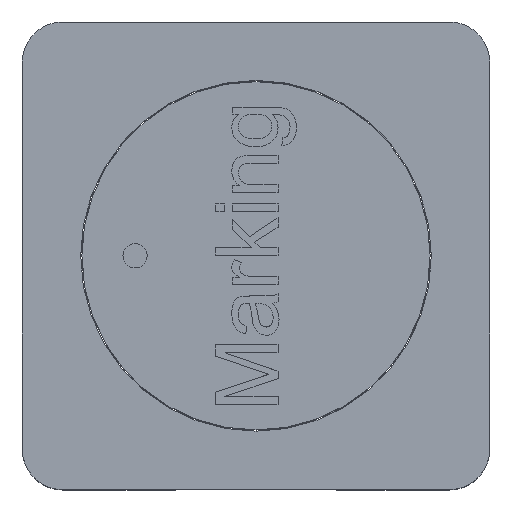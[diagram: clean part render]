
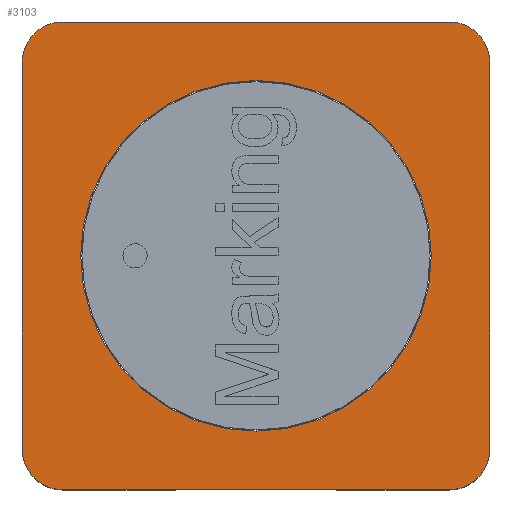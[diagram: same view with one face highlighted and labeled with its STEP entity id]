
A CAD part, top view. The second image highlights one B-rep face of the part: STEP entity #3103.
In plain terms, the highlighted planar face has unit normal (0, 0, 1).
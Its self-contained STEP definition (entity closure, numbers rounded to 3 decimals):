
#46=LINE('',#4792,#278);
#48=LINE('',#4795,#280);
#49=LINE('',#4799,#281);
#50=LINE('',#4800,#282);
#278=VECTOR('',#3439,1000.);
#280=VECTOR('',#3443,1000.);
#281=VECTOR('',#3448,1000.);
#282=VECTOR('',#3449,1000.);
#513=PLANE('',#3249);
#605=CIRCLE('',#3238,0.5);
#607=CIRCLE('',#3241,0.5);
#609=CIRCLE('',#3244,0.5);
#610=CIRCLE('',#3246,2.175);
#611=CIRCLE('',#3250,0.5);
#695=ORIENTED_EDGE('',*,*,#1288,.T.);
#696=ORIENTED_EDGE('',*,*,#1291,.T.);
#697=ORIENTED_EDGE('',*,*,#1292,.T.);
#698=ORIENTED_EDGE('',*,*,#1281,.T.);
#699=ORIENTED_EDGE('',*,*,#1293,.T.);
#700=ORIENTED_EDGE('',*,*,#1277,.T.);
#701=ORIENTED_EDGE('',*,*,#1290,.T.);
#702=ORIENTED_EDGE('',*,*,#1273,.T.);
#703=ORIENTED_EDGE('',*,*,#1282,.T.);
#1273=EDGE_CURVE('',#1575,#1577,#605,.T.);
#1277=EDGE_CURVE('',#1579,#1581,#607,.T.);
#1281=EDGE_CURVE('',#1583,#1585,#609,.T.);
#1282=EDGE_CURVE('',#1586,#1586,#610,.T.);
#1288=EDGE_CURVE('',#1577,#1590,#46,.T.);
#1290=EDGE_CURVE('',#1581,#1575,#48,.T.);
#1291=EDGE_CURVE('',#1590,#1591,#611,.T.);
#1292=EDGE_CURVE('',#1591,#1583,#49,.T.);
#1293=EDGE_CURVE('',#1585,#1579,#50,.T.);
#1575=VERTEX_POINT('',#4755);
#1577=VERTEX_POINT('',#4759);
#1579=VERTEX_POINT('',#4764);
#1581=VERTEX_POINT('',#4768);
#1583=VERTEX_POINT('',#4773);
#1585=VERTEX_POINT('',#4777);
#1586=VERTEX_POINT('',#4781);
#1590=VERTEX_POINT('',#4791);
#1591=VERTEX_POINT('',#4798);
#1828=EDGE_LOOP('',(#695,#696,#697,#698,#699,#700,#701,#702));
#1829=EDGE_LOOP('',(#703));
#1997=FACE_BOUND('',#1828,.T.);
#1998=FACE_BOUND('',#1829,.T.);
#3103=ADVANCED_FACE('',(#1997,#1998),#513,.T.);
#3238=AXIS2_PLACEMENT_3D('',#4760,#3410,#3411);
#3241=AXIS2_PLACEMENT_3D('',#4769,#3418,#3419);
#3244=AXIS2_PLACEMENT_3D('',#4778,#3426,#3427);
#3246=AXIS2_PLACEMENT_3D('',#4780,#3430,#3431);
#3249=AXIS2_PLACEMENT_3D('',#4796,#3444,#3445);
#3250=AXIS2_PLACEMENT_3D('',#4797,#3446,#3447);
#3410=DIRECTION('',(0.,0.,1.));
#3411=DIRECTION('',(1.,0.,0.));
#3418=DIRECTION('',(0.,0.,1.));
#3419=DIRECTION('',(1.,0.,0.));
#3426=DIRECTION('',(0.,0.,1.));
#3427=DIRECTION('',(1.,0.,0.));
#3430=DIRECTION('',(0.,0.,-1.));
#3431=DIRECTION('',(0.,1.,0.));
#3439=DIRECTION('',(-1.,0.,0.));
#3443=DIRECTION('',(0.,1.,0.));
#3444=DIRECTION('',(0.,0.,1.));
#3445=DIRECTION('',(1.,0.,0.));
#3446=DIRECTION('',(0.,0.,1.));
#3447=DIRECTION('',(1.,0.,0.));
#3448=DIRECTION('',(0.,-1.,0.));
#3449=DIRECTION('',(1.,0.,0.));
#4755=CARTESIAN_POINT('',(2.9,2.4,0.));
#4759=CARTESIAN_POINT('',(2.4,2.9,0.));
#4760=CARTESIAN_POINT('',(2.4,2.4,0.));
#4764=CARTESIAN_POINT('',(2.4,-2.9,0.));
#4768=CARTESIAN_POINT('',(2.9,-2.4,0.));
#4769=CARTESIAN_POINT('',(2.4,-2.4,0.));
#4773=CARTESIAN_POINT('',(-2.9,-2.4,0.));
#4777=CARTESIAN_POINT('',(-2.4,-2.9,0.));
#4778=CARTESIAN_POINT('',(-2.4,-2.4,0.));
#4780=CARTESIAN_POINT('',(0.,0.,0.));
#4781=CARTESIAN_POINT('',(0.,2.175,0.));
#4791=CARTESIAN_POINT('',(-2.4,2.9,0.));
#4792=CARTESIAN_POINT('',(2.9,2.9,0.));
#4795=CARTESIAN_POINT('',(2.9,-2.9,0.));
#4796=CARTESIAN_POINT('',(-2.9,-2.9,0.));
#4797=CARTESIAN_POINT('',(-2.4,2.4,0.));
#4798=CARTESIAN_POINT('',(-2.9,2.4,0.));
#4799=CARTESIAN_POINT('',(-2.9,2.9,0.));
#4800=CARTESIAN_POINT('',(-2.9,-2.9,0.));
